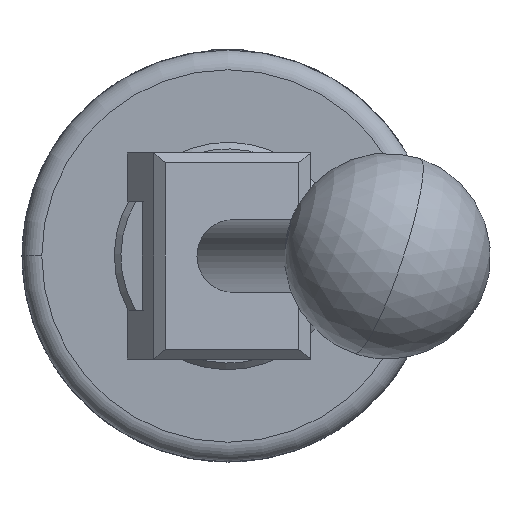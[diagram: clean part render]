
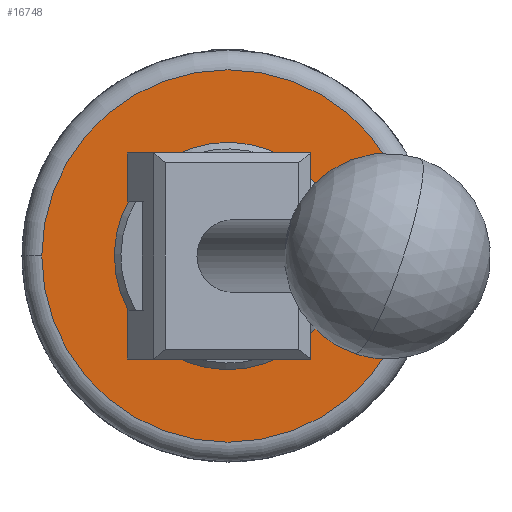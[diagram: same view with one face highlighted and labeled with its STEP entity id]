
A CAD part, front view. The second image highlights one B-rep face of the part: STEP entity #16748.
In plain terms, the highlighted planar face has unit normal (0, -1, 0).
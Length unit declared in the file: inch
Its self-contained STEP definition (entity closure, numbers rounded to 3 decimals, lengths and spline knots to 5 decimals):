
#190 = EDGE_CURVE ( 'NONE', #13413, #4763, #11086, .T. ) ;
#632 = AXIS2_PLACEMENT_3D ( 'NONE', #1299, #13613, #16272 ) ;
#811 = ORIENTED_EDGE ( 'NONE', *, *, #8813, .T. ) ;
#814 = AXIS2_PLACEMENT_3D ( 'NONE', #3087, #16869, #10111 ) ;
#1006 = DIRECTION ( 'NONE',  ( 0., -1., 0. ) ) ;
#1299 = CARTESIAN_POINT ( 'NONE',  ( 0., 0., 0. ) ) ;
#1336 = DIRECTION ( 'NONE',  ( 1., 0., 0. ) ) ;
#1808 = CIRCLE ( 'NONE', #10811, 1.13 ) ;
#1994 = EDGE_CURVE ( 'NONE', #4763, #13413, #7047, .T. ) ;
#2017 = EDGE_LOOP ( 'NONE', ( #811, #2940 ) ) ;
#2030 = EDGE_CURVE ( 'NONE', #6739, #5259, #8213, .T. ) ;
#2391 = CARTESIAN_POINT ( 'NONE',  ( 0., 0., 0. ) ) ;
#2518 = DIRECTION ( 'NONE',  ( 0., -1., 0. ) ) ;
#2782 = ORIENTED_EDGE ( 'NONE', *, *, #190, .F. ) ;
#2940 = ORIENTED_EDGE ( 'NONE', *, *, #2030, .T. ) ;
#3087 = CARTESIAN_POINT ( 'NONE',  ( 0., 0., -0.348 ) ) ;
#3220 = ORIENTED_EDGE ( 'NONE', *, *, #1994, .F. ) ;
#3306 = EDGE_LOOP ( 'NONE', ( #3220, #2782 ) ) ;
#3848 = AXIS2_PLACEMENT_3D ( 'NONE', #2391, #1006, #6561 ) ;
#4763 = VERTEX_POINT ( 'NONE', #17584 ) ;
#4803 = DIRECTION ( 'NONE',  ( 1., 0., 0. ) ) ;
#5259 = VERTEX_POINT ( 'NONE', #6224 ) ;
#6224 = CARTESIAN_POINT ( 'NONE',  ( 1.13, 0., 0. ) ) ;
#6561 = DIRECTION ( 'NONE',  ( 1., 0., 0. ) ) ;
#6739 = VERTEX_POINT ( 'NONE', #11413 ) ;
#7047 = CIRCLE ( 'NONE', #632, 0.348 ) ;
#7523 = CARTESIAN_POINT ( 'NONE',  ( 0., 0., 0. ) ) ;
#8213 = CIRCLE ( 'NONE', #3848, 1.13 ) ;
#8813 = EDGE_CURVE ( 'NONE', #5259, #6739, #1808, .T. ) ;
#9037 = PLANE ( 'NONE',  #814 ) ;
#9184 = DIRECTION ( 'NONE',  ( 0., -1., 0. ) ) ;
#9649 = FACE_OUTER_BOUND ( 'NONE', #2017, .T. ) ;
#10111 = DIRECTION ( 'NONE',  ( 1., 0., 0. ) ) ;
#10811 = AXIS2_PLACEMENT_3D ( 'NONE', #13474, #2518, #1336 ) ;
#11086 = CIRCLE ( 'NONE', #15809, 0.348 ) ;
#11413 = CARTESIAN_POINT ( 'NONE',  ( -1.13, 0., 0. ) ) ;
#12041 = FACE_BOUND ( 'NONE', #3306, .T. ) ;
#13225 = CARTESIAN_POINT ( 'NONE',  ( -0.348, 0., 0. ) ) ;
#13413 = VERTEX_POINT ( 'NONE', #13225 ) ;
#13474 = CARTESIAN_POINT ( 'NONE',  ( 0., 0., 0. ) ) ;
#13613 = DIRECTION ( 'NONE',  ( 0., -1., 0. ) ) ;
#15809 = AXIS2_PLACEMENT_3D ( 'NONE', #7523, #9184, #4803 ) ;
#16272 = DIRECTION ( 'NONE',  ( 1., 0., 0. ) ) ;
#16748 = ADVANCED_FACE ( 'NONE', ( #9649, #12041 ), #9037, .T. ) ;
#16869 = DIRECTION ( 'NONE',  ( 0., -1., 0. ) ) ;
#17584 = CARTESIAN_POINT ( 'NONE',  ( 0.348, 0., 0. ) ) ;
